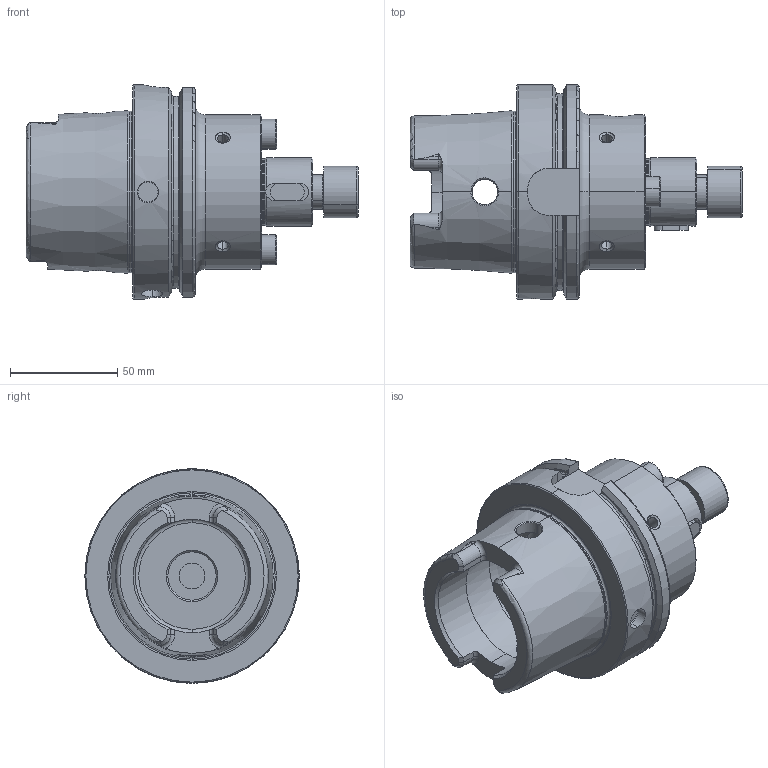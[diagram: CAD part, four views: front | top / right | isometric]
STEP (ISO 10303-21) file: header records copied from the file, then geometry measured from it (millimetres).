
FILE_DESCRIPTION (( 'STEP AP214' ), '1' );
FILE_NAME ('HA0.D32.K01.060.STEP', '2022-03-09T10:56:56', ( '' ), ( '' ), 'SwSTEP 2.0', 'SolidWorks 2017', '' );
FILE_SCHEMA (( 'AUTOMOTIVE_DESIGN' ));
Length unit declared in the file: millimetre
Products named in the file (5): D32-ER2.001.022_B; DIN 6885 - 8x7x16; HA0-D32.K01.060_D_Fertigbearbeitung; HA0.D32.K01.060; D32-ER1.002.035_A
Assembly tree (5 placements, depth 2):
  HA0.D32.K01.060
    HA0-D32.K01.060_D_Fertigbearbeitung
    D32-ER1.002.035_A
    D32-ER2.001.022_B  x2
    DIN 6885 - 8x7x16
Bounding box: 154.9 x 100 x 100 mm (x, y, z)
Volume: 401012.7 mm3; surface area: 72040.3 mm2
Topology: 5 solids, 5 shells, 369 faces, 885 edges, 525 vertices
Faces by surface type: cylinder 119, plane 89, cone 82, torus 65, bspline 12, sphere 2
Entity records: 13269 total; most frequent: CARTESIAN_POINT 4275, DIRECTION 1560, ORIENTED_EDGE 1554, EDGE_CURVE 777, AXIS2_PLACEMENT_3D 637, VERTEX_POINT 474, EDGE_LOOP 361, FACE_OUTER_BOUND 329
